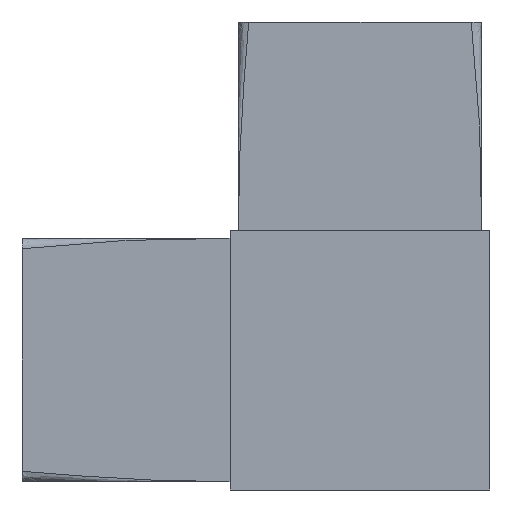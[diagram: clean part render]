
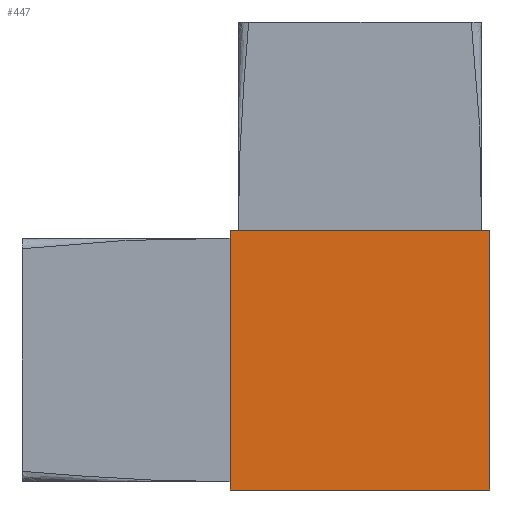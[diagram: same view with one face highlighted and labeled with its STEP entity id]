
A CAD part, left-side view. The second image highlights one B-rep face of the part: STEP entity #447.
In plain terms, the highlighted planar face has unit normal (-1, 0, 0).
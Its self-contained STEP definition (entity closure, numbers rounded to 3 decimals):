
#68 = CARTESIAN_POINT ( 'NONE',  ( -12.5, 25., -12.5 ) ) ;
#78 = CARTESIAN_POINT ( 'NONE',  ( -12.5, 25., 12.5 ) ) ;
#85 = LINE ( 'NONE', #715, #1348 ) ;
#100 = AXIS2_PLACEMENT_3D ( 'NONE', #1216, #1125, #200 ) ;
#149 = DIRECTION ( 'NONE',  ( 0., 0., 1. ) ) ;
#199 = VERTEX_POINT ( 'NONE', #784 ) ;
#200 = DIRECTION ( 'NONE',  ( 0., 0., -1. ) ) ;
#227 = VERTEX_POINT ( 'NONE', #953 ) ;
#294 = VERTEX_POINT ( 'NONE', #586 ) ;
#304 = CARTESIAN_POINT ( 'NONE',  ( -12.5, 25., -12.5 ) ) ;
#317 = EDGE_CURVE ( 'NONE', #199, #294, #1095, .T. ) ;
#339 = VERTEX_POINT ( 'NONE', #304 ) ;
#447 = ADVANCED_FACE ( 'NONE', ( #1480 ), #1091, .F. ) ;
#586 = CARTESIAN_POINT ( 'NONE',  ( -12.5, 0., 12.5 ) ) ;
#587 = DIRECTION ( 'NONE',  ( 0., 0., 1. ) ) ;
#588 = ORIENTED_EDGE ( 'NONE', *, *, #1230, .T. ) ;
#715 = CARTESIAN_POINT ( 'NONE',  ( -12.5, 25., -12.5 ) ) ;
#727 = EDGE_LOOP ( 'NONE', ( #588, #1149, #838, #1141 ) ) ;
#784 = CARTESIAN_POINT ( 'NONE',  ( -12.5, 25., 12.5 ) ) ;
#836 = DIRECTION ( 'NONE',  ( 0., -1., 0. ) ) ;
#838 = ORIENTED_EDGE ( 'NONE', *, *, #987, .F. ) ;
#953 = CARTESIAN_POINT ( 'NONE',  ( -12.5, 0., -12.5 ) ) ;
#985 = EDGE_CURVE ( 'NONE', #339, #227, #85, .T. ) ;
#987 = EDGE_CURVE ( 'NONE', #339, #199, #1201, .T. ) ;
#1024 = VECTOR ( 'NONE', #587, 1000. ) ;
#1032 = LINE ( 'NONE', #1049, #1246 ) ;
#1049 = CARTESIAN_POINT ( 'NONE',  ( -12.5, 0., -12.5 ) ) ;
#1091 = PLANE ( 'NONE',  #100 ) ;
#1095 = LINE ( 'NONE', #78, #1590 ) ;
#1125 = DIRECTION ( 'NONE',  ( 1., 0., 0. ) ) ;
#1141 = ORIENTED_EDGE ( 'NONE', *, *, #985, .T. ) ;
#1149 = ORIENTED_EDGE ( 'NONE', *, *, #317, .F. ) ;
#1201 = LINE ( 'NONE', #68, #1024 ) ;
#1216 = CARTESIAN_POINT ( 'NONE',  ( -12.5, 25., -12.5 ) ) ;
#1230 = EDGE_CURVE ( 'NONE', #227, #294, #1032, .T. ) ;
#1246 = VECTOR ( 'NONE', #149, 1000. ) ;
#1348 = VECTOR ( 'NONE', #836, 1000. ) ;
#1480 = FACE_OUTER_BOUND ( 'NONE', #727, .T. ) ;
#1590 = VECTOR ( 'NONE', #1597, 1000. ) ;
#1597 = DIRECTION ( 'NONE',  ( 0., -1., 0. ) ) ;
